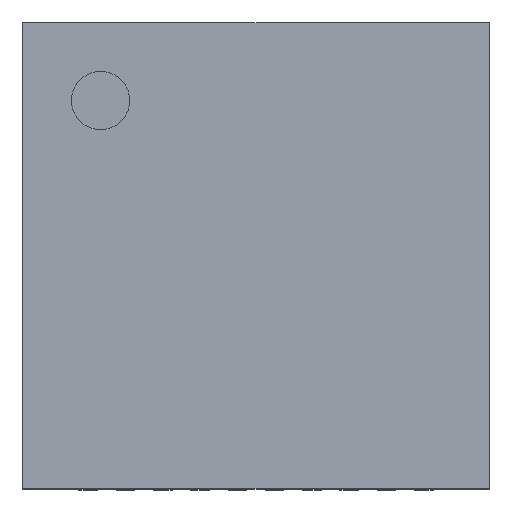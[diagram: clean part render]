
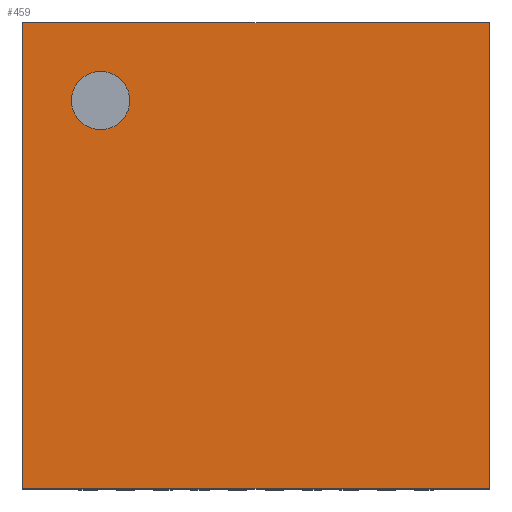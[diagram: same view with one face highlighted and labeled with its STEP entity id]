
A CAD part, top view. The second image highlights one B-rep face of the part: STEP entity #459.
In plain terms, the highlighted planar face has unit normal (0, 0, 1).
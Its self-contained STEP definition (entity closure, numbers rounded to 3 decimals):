
#270 = VERTEX_POINT('',#271);
#271 = CARTESIAN_POINT('',(0.,0.,0.75));
#278 = PLANE('',#279);
#279 = AXIS2_PLACEMENT_3D('',#280,#281,#282);
#280 = CARTESIAN_POINT('',(0.,0.,0.01));
#281 = DIRECTION('',(1.,0.,0.));
#282 = DIRECTION('',(0.,0.,1.));
#290 = PLANE('',#291);
#291 = AXIS2_PLACEMENT_3D('',#292,#293,#294);
#292 = CARTESIAN_POINT('',(0.,0.,0.01));
#293 = DIRECTION('',(0.,1.,0.));
#294 = DIRECTION('',(0.,0.,1.));
#331 = VERTEX_POINT('',#332);
#332 = CARTESIAN_POINT('',(0.,5.,0.75));
#346 = PLANE('',#347);
#347 = AXIS2_PLACEMENT_3D('',#348,#349,#350);
#348 = CARTESIAN_POINT('',(0.,5.,0.01));
#349 = DIRECTION('',(0.,1.,0.));
#350 = DIRECTION('',(0.,0.,1.));
#358 = EDGE_CURVE('',#270,#331,#359,.T.);
#359 = SURFACE_CURVE('',#360,(#364,#371),.PCURVE_S1.);
#360 = LINE('',#361,#362);
#361 = CARTESIAN_POINT('',(0.,0.,0.75));
#362 = VECTOR('',#363,1.);
#363 = DIRECTION('',(0.,1.,0.));
#364 = PCURVE('',#278,#365);
#365 = DEFINITIONAL_REPRESENTATION('',(#366),#370);
#366 = LINE('',#367,#368);
#367 = CARTESIAN_POINT('',(0.74,0.));
#368 = VECTOR('',#369,1.);
#369 = DIRECTION('',(0.,-1.));
#370 = ( GEOMETRIC_REPRESENTATION_CONTEXT(2) 
PARAMETRIC_REPRESENTATION_CONTEXT() REPRESENTATION_CONTEXT('2D SPACE',''
  ) );
#371 = PCURVE('',#372,#377);
#372 = PLANE('',#373);
#373 = AXIS2_PLACEMENT_3D('',#374,#375,#376);
#374 = CARTESIAN_POINT('',(0.,0.,0.75));
#375 = DIRECTION('',(0.,0.,1.));
#376 = DIRECTION('',(1.,0.,0.));
#377 = DEFINITIONAL_REPRESENTATION('',(#378),#382);
#378 = LINE('',#379,#380);
#379 = CARTESIAN_POINT('',(0.,0.));
#380 = VECTOR('',#381,1.);
#381 = DIRECTION('',(0.,1.));
#382 = ( GEOMETRIC_REPRESENTATION_CONTEXT(2) 
PARAMETRIC_REPRESENTATION_CONTEXT() REPRESENTATION_CONTEXT('2D SPACE',''
  ) );
#411 = EDGE_CURVE('',#270,#412,#414,.T.);
#412 = VERTEX_POINT('',#413);
#413 = CARTESIAN_POINT('',(5.,0.,0.75));
#414 = SURFACE_CURVE('',#415,(#419,#426),.PCURVE_S1.);
#415 = LINE('',#416,#417);
#416 = CARTESIAN_POINT('',(0.,0.,0.75));
#417 = VECTOR('',#418,1.);
#418 = DIRECTION('',(1.,0.,0.));
#419 = PCURVE('',#290,#420);
#420 = DEFINITIONAL_REPRESENTATION('',(#421),#425);
#421 = LINE('',#422,#423);
#422 = CARTESIAN_POINT('',(0.74,0.));
#423 = VECTOR('',#424,1.);
#424 = DIRECTION('',(0.,1.));
#425 = ( GEOMETRIC_REPRESENTATION_CONTEXT(2) 
PARAMETRIC_REPRESENTATION_CONTEXT() REPRESENTATION_CONTEXT('2D SPACE',''
  ) );
#426 = PCURVE('',#372,#427);
#427 = DEFINITIONAL_REPRESENTATION('',(#428),#432);
#428 = LINE('',#429,#430);
#429 = CARTESIAN_POINT('',(0.,0.));
#430 = VECTOR('',#431,1.);
#431 = DIRECTION('',(1.,0.));
#432 = ( GEOMETRIC_REPRESENTATION_CONTEXT(2) 
PARAMETRIC_REPRESENTATION_CONTEXT() REPRESENTATION_CONTEXT('2D SPACE',''
  ) );
#448 = PLANE('',#449);
#449 = AXIS2_PLACEMENT_3D('',#450,#451,#452);
#450 = CARTESIAN_POINT('',(5.,0.,0.01));
#451 = DIRECTION('',(1.,0.,0.));
#452 = DIRECTION('',(0.,0.,1.));
#459 = ADVANCED_FACE('',(#460,#508),#372,.T.);
#460 = FACE_BOUND('',#461,.T.);
#461 = EDGE_LOOP('',(#462,#463,#464,#487));
#462 = ORIENTED_EDGE('',*,*,#358,.F.);
#463 = ORIENTED_EDGE('',*,*,#411,.T.);
#464 = ORIENTED_EDGE('',*,*,#465,.T.);
#465 = EDGE_CURVE('',#412,#466,#468,.T.);
#466 = VERTEX_POINT('',#467);
#467 = CARTESIAN_POINT('',(5.,5.,0.75));
#468 = SURFACE_CURVE('',#469,(#473,#480),.PCURVE_S1.);
#469 = LINE('',#470,#471);
#470 = CARTESIAN_POINT('',(5.,0.,0.75));
#471 = VECTOR('',#472,1.);
#472 = DIRECTION('',(0.,1.,0.));
#473 = PCURVE('',#372,#474);
#474 = DEFINITIONAL_REPRESENTATION('',(#475),#479);
#475 = LINE('',#476,#477);
#476 = CARTESIAN_POINT('',(5.,0.));
#477 = VECTOR('',#478,1.);
#478 = DIRECTION('',(0.,1.));
#479 = ( GEOMETRIC_REPRESENTATION_CONTEXT(2) 
PARAMETRIC_REPRESENTATION_CONTEXT() REPRESENTATION_CONTEXT('2D SPACE',''
  ) );
#480 = PCURVE('',#448,#481);
#481 = DEFINITIONAL_REPRESENTATION('',(#482),#486);
#482 = LINE('',#483,#484);
#483 = CARTESIAN_POINT('',(0.74,0.));
#484 = VECTOR('',#485,1.);
#485 = DIRECTION('',(0.,-1.));
#486 = ( GEOMETRIC_REPRESENTATION_CONTEXT(2) 
PARAMETRIC_REPRESENTATION_CONTEXT() REPRESENTATION_CONTEXT('2D SPACE',''
  ) );
#487 = ORIENTED_EDGE('',*,*,#488,.F.);
#488 = EDGE_CURVE('',#331,#466,#489,.T.);
#489 = SURFACE_CURVE('',#490,(#494,#501),.PCURVE_S1.);
#490 = LINE('',#491,#492);
#491 = CARTESIAN_POINT('',(0.,5.,0.75));
#492 = VECTOR('',#493,1.);
#493 = DIRECTION('',(1.,0.,0.));
#494 = PCURVE('',#372,#495);
#495 = DEFINITIONAL_REPRESENTATION('',(#496),#500);
#496 = LINE('',#497,#498);
#497 = CARTESIAN_POINT('',(0.,5.));
#498 = VECTOR('',#499,1.);
#499 = DIRECTION('',(1.,0.));
#500 = ( GEOMETRIC_REPRESENTATION_CONTEXT(2) 
PARAMETRIC_REPRESENTATION_CONTEXT() REPRESENTATION_CONTEXT('2D SPACE',''
  ) );
#501 = PCURVE('',#346,#502);
#502 = DEFINITIONAL_REPRESENTATION('',(#503),#507);
#503 = LINE('',#504,#505);
#504 = CARTESIAN_POINT('',(0.74,0.));
#505 = VECTOR('',#506,1.);
#506 = DIRECTION('',(0.,1.));
#507 = ( GEOMETRIC_REPRESENTATION_CONTEXT(2) 
PARAMETRIC_REPRESENTATION_CONTEXT() REPRESENTATION_CONTEXT('2D SPACE',''
  ) );
#508 = FACE_BOUND('',#509,.T.);
#509 = EDGE_LOOP('',(#510));
#510 = ORIENTED_EDGE('',*,*,#511,.F.);
#511 = EDGE_CURVE('',#512,#512,#514,.T.);
#512 = VERTEX_POINT('',#513);
#513 = CARTESIAN_POINT('',(1.146,4.167,0.75));
#514 = SURFACE_CURVE('',#515,(#520,#527),.PCURVE_S1.);
#515 = CIRCLE('',#516,0.313);
#516 = AXIS2_PLACEMENT_3D('',#517,#518,#519);
#517 = CARTESIAN_POINT('',(0.833,4.167,0.75));
#518 = DIRECTION('',(0.,0.,1.));
#519 = DIRECTION('',(1.,0.,0.));
#520 = PCURVE('',#372,#521);
#521 = DEFINITIONAL_REPRESENTATION('',(#522),#526);
#522 = CIRCLE('',#523,0.313);
#523 = AXIS2_PLACEMENT_2D('',#524,#525);
#524 = CARTESIAN_POINT('',(0.833,4.167));
#525 = DIRECTION('',(1.,0.));
#526 = ( GEOMETRIC_REPRESENTATION_CONTEXT(2) 
PARAMETRIC_REPRESENTATION_CONTEXT() REPRESENTATION_CONTEXT('2D SPACE',''
  ) );
#527 = PCURVE('',#528,#533);
#528 = CYLINDRICAL_SURFACE('',#529,0.313);
#529 = AXIS2_PLACEMENT_3D('',#530,#531,#532);
#530 = CARTESIAN_POINT('',(0.833,4.167,0.65));
#531 = DIRECTION('',(0.,0.,1.));
#532 = DIRECTION('',(1.,0.,0.));
#533 = DEFINITIONAL_REPRESENTATION('',(#534),#538);
#534 = LINE('',#535,#536);
#535 = CARTESIAN_POINT('',(0.,0.1));
#536 = VECTOR('',#537,1.);
#537 = DIRECTION('',(1.,0.));
#538 = ( GEOMETRIC_REPRESENTATION_CONTEXT(2) 
PARAMETRIC_REPRESENTATION_CONTEXT() REPRESENTATION_CONTEXT('2D SPACE',''
  ) );
